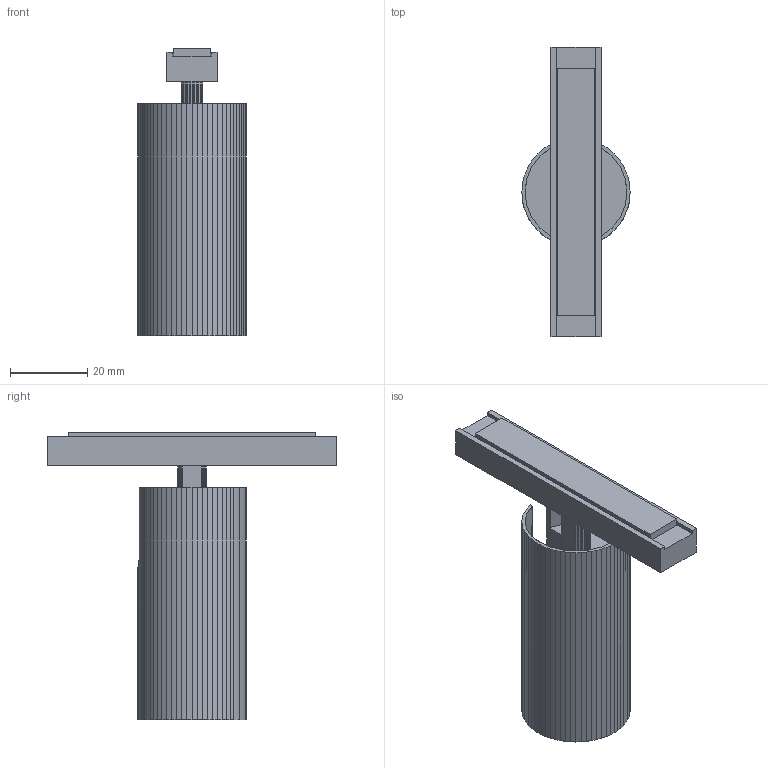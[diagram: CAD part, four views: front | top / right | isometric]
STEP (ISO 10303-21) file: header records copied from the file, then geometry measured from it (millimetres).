
FILE_DESCRIPTION(/* description */ ('This is a sample STEP configuration'),/* implementation_level */ '2;1');
FILE_NAME(/* name */ '708-102020xxxxxx SIMPLE.ipt_Rev_01.stp',/* time_stamp */ '2024-02-28T14:00:03+01:00',/* author */ ('powerJobs'),/* organization */ ('coolOrange'),/* preprocessor_version */ 'ST-DEVELOPER v19.2',/* originating_system */ 'Autodesk Inventor 2023',/* authorisation */ '');
FILE_SCHEMA (('AUTOMOTIVE_DESIGN { 1 0 10303 214 3 1 1 }'));
Length unit declared in the file: millimetre
Products named in the file (1): ENG000028462
Bounding box: 28 x 75 x 74.35 mm (x, y, z)
Volume: 38166.6 mm3; surface area: 11849.6 mm2
Topology: 2 solids, 2 shells, 378 faces, 1109 edges, 739 vertices
Faces by surface type: plane 378
Entity records: 12327 total; most frequent: CARTESIAN_POINT 2227, ORIENTED_EDGE 2218, DIRECTION 1867, LINE 1109, VECTOR 1109, EDGE_CURVE 1109, VERTEX_POINT 739, EDGE_LOOP 382
